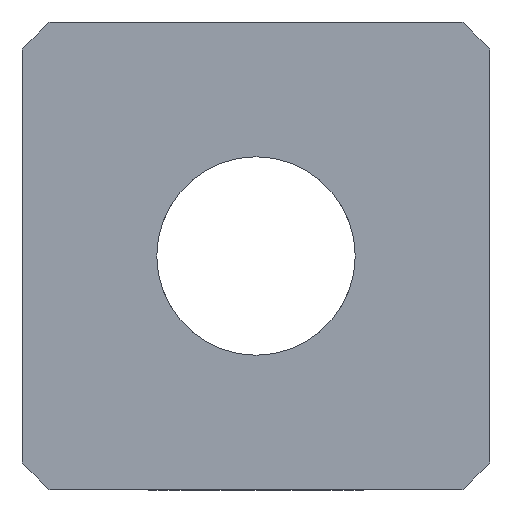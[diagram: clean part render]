
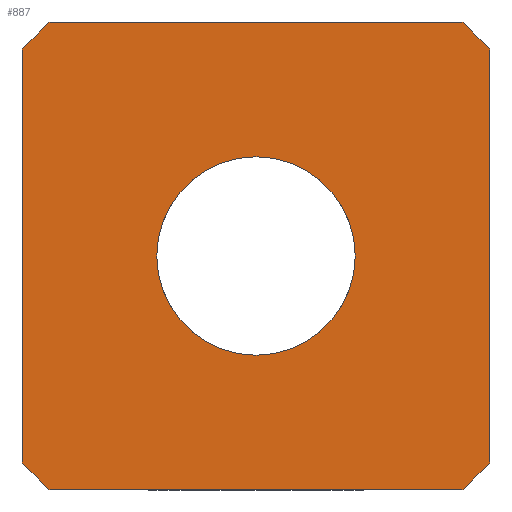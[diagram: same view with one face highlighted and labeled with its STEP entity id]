
A CAD part, left-side view. The second image highlights one B-rep face of the part: STEP entity #887.
In plain terms, the highlighted planar face has unit normal (-1, 0, 0).
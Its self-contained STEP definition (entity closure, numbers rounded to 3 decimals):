
#18 = VERTEX_POINT ( 'NONE', #872 ) ;
#57 = DIRECTION ( 'NONE',  ( 0., 0., 1. ) ) ;
#85 = CIRCLE ( 'NONE', #933, 6.345 ) ;
#120 = CARTESIAN_POINT ( 'NONE',  ( -18.796, 0., 0. ) ) ;
#145 = CARTESIAN_POINT ( 'NONE',  ( -18.796, 4.193, -4.762 ) ) ;
#148 = DIRECTION ( 'NONE',  ( 0., 0., -1. ) ) ;
#158 = CARTESIAN_POINT ( 'NONE',  ( -18.796, 0., -2.019 ) ) ;
#176 = CARTESIAN_POINT ( 'NONE',  ( -18.796, 0., 0. ) ) ;
#194 = EDGE_CURVE ( 'NONE', #533, #1134, #1629, .T. ) ;
#267 = AXIS2_PLACEMENT_3D ( 'NONE', #1145, #356, #1557 ) ;
#281 = ORIENTED_EDGE ( 'NONE', *, *, #772, .T. ) ;
#283 = VERTEX_POINT ( 'NONE', #158 ) ;
#305 = VERTEX_POINT ( 'NONE', #569 ) ;
#315 = AXIS2_PLACEMENT_3D ( 'NONE', #176, #587, #148 ) ;
#336 = EDGE_CURVE ( 'NONE', #18, #283, #1024, .T. ) ;
#356 = DIRECTION ( 'NONE',  ( 1., 0., 0. ) ) ;
#367 = CARTESIAN_POINT ( 'NONE',  ( -18.796, -4.193, 4.763 ) ) ;
#392 = CARTESIAN_POINT ( 'NONE',  ( -18.796, -4.763, 4.193 ) ) ;
#411 = EDGE_LOOP ( 'NONE', ( #1301, #833 ) ) ;
#414 = FACE_BOUND ( 'NONE', #411, .T. ) ;
#436 = EDGE_CURVE ( 'NONE', #501, #775, #542, .T. ) ;
#478 = CARTESIAN_POINT ( 'NONE',  ( -18.796, 0., 0. ) ) ;
#480 = DIRECTION ( 'NONE',  ( 0., 0., 1. ) ) ;
#488 = DIRECTION ( 'NONE',  ( -1., 0., 0. ) ) ;
#501 = VERTEX_POINT ( 'NONE', #145 ) ;
#516 = CARTESIAN_POINT ( 'NONE',  ( -18.796, 4.193, 4.763 ) ) ;
#533 = VERTEX_POINT ( 'NONE', #1254 ) ;
#539 = VECTOR ( 'NONE', #1370, 1000. ) ;
#542 = LINE ( 'NONE', #966, #1561 ) ;
#569 = CARTESIAN_POINT ( 'NONE',  ( -18.796, -4.763, -4.193 ) ) ;
#587 = DIRECTION ( 'NONE',  ( 1., 0., 0. ) ) ;
#611 = LINE ( 'NONE', #1687, #1002 ) ;
#624 = ORIENTED_EDGE ( 'NONE', *, *, #929, .F. ) ;
#656 = DIRECTION ( 'NONE',  ( 1., 0., 0. ) ) ;
#680 = CARTESIAN_POINT ( 'NONE',  ( -18.796, 0., 0. ) ) ;
#691 = CARTESIAN_POINT ( 'NONE',  ( -18.796, 4.763, -4.762 ) ) ;
#753 = DIRECTION ( 'NONE',  ( 0., 0., 1. ) ) ;
#772 = EDGE_CURVE ( 'NONE', #305, #802, #611, .T. ) ;
#775 = VERTEX_POINT ( 'NONE', #894 ) ;
#802 = VERTEX_POINT ( 'NONE', #392 ) ;
#816 = PLANE ( 'NONE',  #1306 ) ;
#833 = ORIENTED_EDGE ( 'NONE', *, *, #1488, .F. ) ;
#845 = LINE ( 'NONE', #984, #539 ) ;
#867 = EDGE_CURVE ( 'NONE', #1134, #1728, #85, .T. ) ;
#871 = DIRECTION ( 'NONE',  ( -1., 0., 0. ) ) ;
#872 = CARTESIAN_POINT ( 'NONE',  ( -18.796, 0., 2.019 ) ) ;
#887 = ADVANCED_FACE ( 'NONE', ( #414, #1490 ), #816, .F. ) ;
#894 = CARTESIAN_POINT ( 'NONE',  ( -18.796, -4.193, -4.762 ) ) ;
#896 = ORIENTED_EDGE ( 'NONE', *, *, #1545, .F. ) ;
#919 = DIRECTION ( 'NONE',  ( 0., 0., -1. ) ) ;
#929 = EDGE_CURVE ( 'NONE', #1728, #1548, #845, .T. ) ;
#933 = AXIS2_PLACEMENT_3D ( 'NONE', #680, #656, #1347 ) ;
#966 = CARTESIAN_POINT ( 'NONE',  ( -18.796, 4.763, -4.762 ) ) ;
#981 = CIRCLE ( 'NONE', #267, 6.345 ) ;
#982 = CARTESIAN_POINT ( 'NONE',  ( -18.796, 4.763, -4.762 ) ) ;
#984 = CARTESIAN_POINT ( 'NONE',  ( -18.796, 4.763, 4.763 ) ) ;
#1002 = VECTOR ( 'NONE', #480, 1000. ) ;
#1024 = CIRCLE ( 'NONE', #1337, 2.019 ) ;
#1044 = ORIENTED_EDGE ( 'NONE', *, *, #867, .F. ) ;
#1052 = DIRECTION ( 'NONE',  ( 0., 0., -1. ) ) ;
#1076 = EDGE_LOOP ( 'NONE', ( #896, #1584, #1726, #281, #1090, #624, #1044, #1207 ) ) ;
#1089 = DIRECTION ( 'NONE',  ( 1., 0., 0. ) ) ;
#1090 = ORIENTED_EDGE ( 'NONE', *, *, #1437, .F. ) ;
#1134 = VERTEX_POINT ( 'NONE', #1562 ) ;
#1145 = CARTESIAN_POINT ( 'NONE',  ( -18.796, 0., 0. ) ) ;
#1160 = CARTESIAN_POINT ( 'NONE',  ( -18.796, 0., 0. ) ) ;
#1201 = AXIS2_PLACEMENT_3D ( 'NONE', #120, #1089, #1052 ) ;
#1207 = ORIENTED_EDGE ( 'NONE', *, *, #194, .F. ) ;
#1254 = CARTESIAN_POINT ( 'NONE',  ( -18.796, 4.763, -4.193 ) ) ;
#1258 = CIRCLE ( 'NONE', #1201, 6.345 ) ;
#1276 = VECTOR ( 'NONE', #1521, 1000. ) ;
#1301 = ORIENTED_EDGE ( 'NONE', *, *, #336, .F. ) ;
#1306 = AXIS2_PLACEMENT_3D ( 'NONE', #691, #1592, #919 ) ;
#1335 = CIRCLE ( 'NONE', #315, 6.345 ) ;
#1337 = AXIS2_PLACEMENT_3D ( 'NONE', #478, #871, #57 ) ;
#1347 = DIRECTION ( 'NONE',  ( 0., 0., -1. ) ) ;
#1358 = DIRECTION ( 'NONE',  ( 0., -1., 0. ) ) ;
#1370 = DIRECTION ( 'NONE',  ( 0., -1., 0. ) ) ;
#1437 = EDGE_CURVE ( 'NONE', #1548, #802, #1335, .T. ) ;
#1480 = AXIS2_PLACEMENT_3D ( 'NONE', #1160, #488, #753 ) ;
#1488 = EDGE_CURVE ( 'NONE', #283, #18, #1511, .T. ) ;
#1490 = FACE_OUTER_BOUND ( 'NONE', #1076, .T. ) ;
#1511 = CIRCLE ( 'NONE', #1480, 2.019 ) ;
#1521 = DIRECTION ( 'NONE',  ( 0., 0., 1. ) ) ;
#1545 = EDGE_CURVE ( 'NONE', #501, #533, #981, .T. ) ;
#1548 = VERTEX_POINT ( 'NONE', #367 ) ;
#1557 = DIRECTION ( 'NONE',  ( 0., 0., -1. ) ) ;
#1561 = VECTOR ( 'NONE', #1358, 1000. ) ;
#1562 = CARTESIAN_POINT ( 'NONE',  ( -18.796, 4.763, 4.193 ) ) ;
#1584 = ORIENTED_EDGE ( 'NONE', *, *, #436, .T. ) ;
#1592 = DIRECTION ( 'NONE',  ( 1., 0., 0. ) ) ;
#1629 = LINE ( 'NONE', #982, #1276 ) ;
#1639 = EDGE_CURVE ( 'NONE', #305, #775, #1258, .T. ) ;
#1687 = CARTESIAN_POINT ( 'NONE',  ( -18.796, -4.763, -4.762 ) ) ;
#1726 = ORIENTED_EDGE ( 'NONE', *, *, #1639, .F. ) ;
#1728 = VERTEX_POINT ( 'NONE', #516 ) ;
